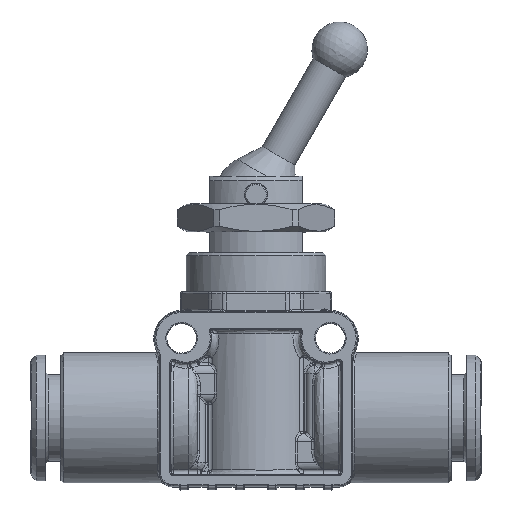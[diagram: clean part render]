
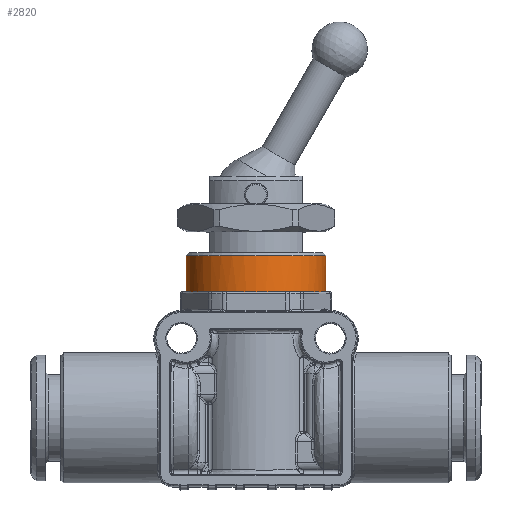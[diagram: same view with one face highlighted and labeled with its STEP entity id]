
A CAD part, top view. The second image highlights one B-rep face of the part: STEP entity #2820.
In plain terms, the highlighted cylindrical face has radius 7.5 mm (diameter 15 mm), a full revolution.
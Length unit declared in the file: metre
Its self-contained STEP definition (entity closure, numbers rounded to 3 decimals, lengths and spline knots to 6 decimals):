
#2820 = ADVANCED_FACE( 'NONE', ( #5821, #5822 ), #5823, .T. );
#5821 = FACE_OUTER_BOUND( '', #26418, .T. );
#5822 = FACE_OUTER_BOUND( '', #26419, .T. );
#5823 = CYLINDRICAL_SURFACE( '', #26420, 0.0075 );
#26418 = EDGE_LOOP( '', ( #36155, #36156, #36157, #36158, #36159, #36160, #36161, #36162, #36163, #36164, #36165, #36166 ) );
#26419 = EDGE_LOOP( '', ( #36167 ) );
#26420 = AXIS2_PLACEMENT_3D( '', #36168, #36169, #36170 );
#36155 = ORIENTED_EDGE( '', *, *, #37991, .F. );
#36156 = ORIENTED_EDGE( '', *, *, #38509, .F. );
#36157 = ORIENTED_EDGE( '', *, *, #40084, .F. );
#36158 = ORIENTED_EDGE( '', *, *, #37195, .F. );
#36159 = ORIENTED_EDGE( '', *, *, #39636, .F. );
#36160 = ORIENTED_EDGE( '', *, *, #39330, .F. );
#36161 = ORIENTED_EDGE( '', *, *, #39231, .F. );
#36162 = ORIENTED_EDGE( '', *, *, #37259, .F. );
#36163 = ORIENTED_EDGE( '', *, *, #39970, .F. );
#36164 = ORIENTED_EDGE( '', *, *, #40366, .F. );
#36165 = ORIENTED_EDGE( '', *, *, #39086, .F. );
#36166 = ORIENTED_EDGE( '', *, *, #40367, .F. );
#36167 = ORIENTED_EDGE( '', *, *, #39055, .T. );
#36168 = CARTESIAN_POINT( '', ( 0., 0.00378, 0. ) );
#36169 = DIRECTION( '', ( 0., 1., 0. ) );
#36170 = DIRECTION( '', ( 1., 0., 0. ) );
#37195 = EDGE_CURVE( 'NONE', #40785, #40787, #40788, .T. );
#37259 = EDGE_CURVE( 'NONE', #40901, #40902, #40904, .T. );
#37991 = EDGE_CURVE( 'NONE', #42061, #42149, #42150, .T. );
#38509 = EDGE_CURVE( 'NONE', #42059, #42061, #42983, .T. );
#39055 = EDGE_CURVE( 'NONE', #43789, #43789, #43790, .T. );
#39086 = EDGE_CURVE( 'NONE', #43829, #40672, #43831, .T. );
#39231 = EDGE_CURVE( 'NONE', #40902, #44018, #44019, .T. );
#39330 = EDGE_CURVE( 'NONE', #44018, #44155, #44156, .T. );
#39636 = EDGE_CURVE( 'NONE', #44155, #40785, #44538, .T. );
#39970 = EDGE_CURVE( 'NONE', #40676, #40901, #44942, .T. );
#40084 = EDGE_CURVE( 'NONE', #40787, #42059, #45064, .T. );
#40366 = EDGE_CURVE( 'NONE', #40672, #40676, #45373, .T. );
#40367 = EDGE_CURVE( 'NONE', #42149, #43829, #45374, .T. );
#40672 = VERTEX_POINT( 'NONE', #46034 );
#40676 = VERTEX_POINT( 'NONE', #46048 );
#40785 = VERTEX_POINT( 'NONE', #46333 );
#40787 = VERTEX_POINT( 'NONE', #46336 );
#40788 = CIRCLE( '', #46337, 0.0075 );
#40901 = VERTEX_POINT( 'NONE', #46682 );
#40902 = VERTEX_POINT( 'NONE', #46683 );
#40904 = CIRCLE( '', #46686, 0.0075 );
#42059 = VERTEX_POINT( 'NONE', #50597 );
#42061 = VERTEX_POINT( 'NONE', #50600 );
#42149 = VERTEX_POINT( 'NONE', #50845 );
#42150 = CIRCLE( '', #50846, 0.0075 );
#42983 = CIRCLE( '', #53781, 0.0075 );
#43789 = VERTEX_POINT( '', #56654 );
#43790 = CIRCLE( '', #56655, 0.0075 );
#43829 = VERTEX_POINT( 'NONE', #56786 );
#43831 = CIRCLE( '', #56789, 0.0075 );
#44018 = VERTEX_POINT( 'NONE', #57427 );
#44019 = CIRCLE( '', #57428, 0.0075 );
#44155 = VERTEX_POINT( 'NONE', #57837 );
#44156 = CIRCLE( '', #57838, 0.0075 );
#44538 = CIRCLE( '', #59054, 0.0075 );
#44942 = CIRCLE( '', #60417, 0.0075 );
#45064 = CIRCLE( '', #60731, 0.0075 );
#45373 = CIRCLE( '', #61688, 0.0075 );
#45374 = CIRCLE( '', #61689, 0.0075 );
#46034 = CARTESIAN_POINT( '', ( 0.0021, 0.0213, 0.0072 ) );
#46048 = CARTESIAN_POINT( '', ( -0.0021, 0.0213, 0.0072 ) );
#46333 = CARTESIAN_POINT( '', ( -0.0021, 0.0213, -0.0072 ) );
#46336 = CARTESIAN_POINT( '', ( 0.0021, 0.0213, -0.0072 ) );
#46337 = AXIS2_PLACEMENT_3D( '', #62095, #62096, #62097 );
#46682 = CARTESIAN_POINT( '', ( -0.005619, 0.0213, 0.004968 ) );
#46683 = CARTESIAN_POINT( '', ( -0.007112, 0.0213, 0.002382 ) );
#46686 = AXIS2_PLACEMENT_3D( '', #62131, #62132, #62133 );
#50597 = CARTESIAN_POINT( '', ( 0.005619, 0.0213, -0.004968 ) );
#50600 = CARTESIAN_POINT( '', ( 0.007112, 0.0213, -0.002382 ) );
#50845 = CARTESIAN_POINT( '', ( 0.007112, 0.0213, 0.002382 ) );
#50846 = AXIS2_PLACEMENT_3D( '', #62624, #62625, #62626 );
#53781 = AXIS2_PLACEMENT_3D( '', #62968, #62969, #62970 );
#56654 = CARTESIAN_POINT( '', ( 0.0075, 0.0252, 0. ) );
#56655 = AXIS2_PLACEMENT_3D( '', #63334, #63335, #63336 );
#56786 = CARTESIAN_POINT( '', ( 0.005619, 0.0213, 0.004968 ) );
#56789 = AXIS2_PLACEMENT_3D( '', #63361, #63362, #63363 );
#57427 = CARTESIAN_POINT( '', ( -0.007112, 0.0213, -0.002382 ) );
#57428 = AXIS2_PLACEMENT_3D( '', #63428, #63429, #63430 );
#57837 = CARTESIAN_POINT( '', ( -0.005619, 0.0213, -0.004968 ) );
#57838 = AXIS2_PLACEMENT_3D( '', #63505, #63506, #63507 );
#59054 = AXIS2_PLACEMENT_3D( '', #63680, #63681, #63682 );
#60417 = AXIS2_PLACEMENT_3D( '', #63849, #63850, #63851 );
#60731 = AXIS2_PLACEMENT_3D( '', #63924, #63925, #63926 );
#61688 = AXIS2_PLACEMENT_3D( '', #64040, #64041, #64042 );
#61689 = AXIS2_PLACEMENT_3D( '', #64043, #64044, #64045 );
#62095 = CARTESIAN_POINT( '', ( 0., 0.0213, 0. ) );
#62096 = DIRECTION( '', ( 0., -1., 0. ) );
#62097 = DIRECTION( '', ( 1., 0., 0. ) );
#62131 = CARTESIAN_POINT( '', ( 0., 0.0213, 0. ) );
#62132 = DIRECTION( '', ( 0., -1., 0. ) );
#62133 = DIRECTION( '', ( 1., 0., 0. ) );
#62624 = CARTESIAN_POINT( '', ( 0., 0.0213, 0. ) );
#62625 = DIRECTION( '', ( 0., -1., 0. ) );
#62626 = DIRECTION( '', ( 1., 0., 0. ) );
#62968 = CARTESIAN_POINT( '', ( 0., 0.0213, 0. ) );
#62969 = DIRECTION( '', ( 0., -1., 0. ) );
#62970 = DIRECTION( '', ( 1., 0., 0. ) );
#63334 = CARTESIAN_POINT( '', ( 0., 0.0252, 0. ) );
#63335 = DIRECTION( '', ( 0., -1., 0. ) );
#63336 = DIRECTION( '', ( 1., 0., 0. ) );
#63361 = CARTESIAN_POINT( '', ( 0., 0.0213, 0. ) );
#63362 = DIRECTION( '', ( 0., -1., 0. ) );
#63363 = DIRECTION( '', ( 1., 0., 0. ) );
#63428 = CARTESIAN_POINT( '', ( 0., 0.0213, 0. ) );
#63429 = DIRECTION( '', ( 0., -1., 0. ) );
#63430 = DIRECTION( '', ( 1., 0., 0. ) );
#63505 = CARTESIAN_POINT( '', ( 0., 0.0213, 0. ) );
#63506 = DIRECTION( '', ( 0., -1., 0. ) );
#63507 = DIRECTION( '', ( 1., 0., 0. ) );
#63680 = CARTESIAN_POINT( '', ( 0., 0.0213, 0. ) );
#63681 = DIRECTION( '', ( 0., -1., 0. ) );
#63682 = DIRECTION( '', ( 1., 0., 0. ) );
#63849 = CARTESIAN_POINT( '', ( 0., 0.0213, 0. ) );
#63850 = DIRECTION( '', ( 0., -1., 0. ) );
#63851 = DIRECTION( '', ( 1., 0., 0. ) );
#63924 = CARTESIAN_POINT( '', ( 0., 0.0213, 0. ) );
#63925 = DIRECTION( '', ( 0., -1., 0. ) );
#63926 = DIRECTION( '', ( 1., 0., 0. ) );
#64040 = CARTESIAN_POINT( '', ( 0., 0.0213, 0. ) );
#64041 = DIRECTION( '', ( 0., -1., 0. ) );
#64042 = DIRECTION( '', ( 1., 0., 0. ) );
#64043 = CARTESIAN_POINT( '', ( 0., 0.0213, 0. ) );
#64044 = DIRECTION( '', ( 0., -1., 0. ) );
#64045 = DIRECTION( '', ( 1., 0., 0. ) );
